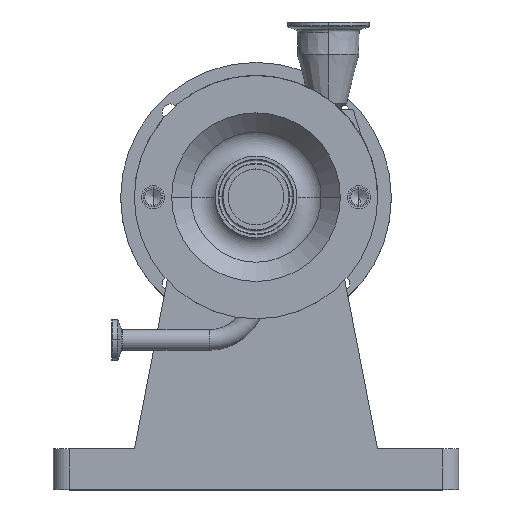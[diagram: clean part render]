
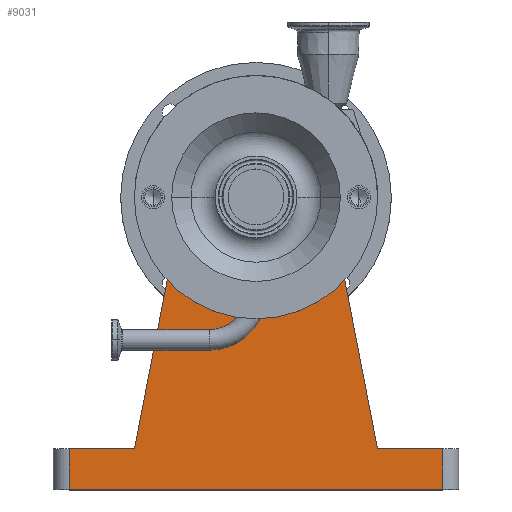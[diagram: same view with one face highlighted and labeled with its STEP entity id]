
A CAD part, top view. The second image highlights one B-rep face of the part: STEP entity #9031.
In plain terms, the highlighted planar face has unit normal (0, 0, 1).
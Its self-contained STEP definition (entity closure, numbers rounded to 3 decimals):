
#1196 = DIRECTION ( 'NONE',  ( 1., 0., 0. ) ) ;
#1197 = DIRECTION ( 'NONE',  ( 0., 0., -1. ) ) ;
#1198 = CARTESIAN_POINT ( 'NONE',  ( 0., 0., 125. ) ) ;
#1199 = AXIS2_PLACEMENT_3D ( 'NONE', #1198, #1197, #1196 ) ;
#1212 = CIRCLE ( 'NONE', #1199, 50. ) ;
#1214 = CARTESIAN_POINT ( 'NONE',  ( 47.697, -15., 125. ) ) ;
#1219 = CARTESIAN_POINT ( 'NONE',  ( -47.697, -15., 125. ) ) ;
#3636 = LINE ( 'NONE', #3685, #3682 ) ;
#3669 = DIRECTION ( 'NONE',  ( 1., 0., 0. ) ) ;
#3670 = VECTOR ( 'NONE', #3669, 1000. ) ;
#3673 = LINE ( 'NONE', #3684, #3670 ) ;
#3681 = DIRECTION ( 'NONE',  ( 1., 0., 0. ) ) ;
#3682 = VECTOR ( 'NONE', #3681, 1000. ) ;
#3684 = CARTESIAN_POINT ( 'NONE',  ( 125., -155., 125. ) ) ;
#3685 = CARTESIAN_POINT ( 'NONE',  ( 125., -155., 125. ) ) ;
#4625 = DIRECTION ( 'NONE',  ( 0., 1., 0. ) ) ;
#4626 = VECTOR ( 'NONE', #4625, 1000. ) ;
#4627 = CARTESIAN_POINT ( 'NONE',  ( 115., -155., 125. ) ) ;
#4628 = LINE ( 'NONE', #4627, #4626 ) ;
#4630 = CARTESIAN_POINT ( 'NONE',  ( 115., -155., 125. ) ) ;
#4631 = CARTESIAN_POINT ( 'NONE',  ( 115., -180., 125. ) ) ;
#4739 = CARTESIAN_POINT ( 'NONE',  ( -115., -155., 125. ) ) ;
#4755 = DIRECTION ( 'NONE',  ( 1., 0., 0. ) ) ;
#4756 = VECTOR ( 'NONE', #4755, 1000. ) ;
#4757 = CARTESIAN_POINT ( 'NONE',  ( 125., -180., 125. ) ) ;
#4758 = LINE ( 'NONE', #4757, #4756 ) ;
#4760 = CARTESIAN_POINT ( 'NONE',  ( -115., -155., 125. ) ) ;
#4762 = CARTESIAN_POINT ( 'NONE',  ( -115., -180., 125. ) ) ;
#4772 = CARTESIAN_POINT ( 'NONE',  ( 74.91, -155., 125. ) ) ;
#4790 = CARTESIAN_POINT ( 'NONE',  ( -74.91, -155., 125. ) ) ;
#4795 = DIRECTION ( 'NONE',  ( 0., -1., 0. ) ) ;
#4796 = VECTOR ( 'NONE', #4795, 1000. ) ;
#4800 = LINE ( 'NONE', #4739, #4796 ) ;
#5036 = VERTEX_POINT ( 'NONE', #1214 ) ;
#5046 = EDGE_CURVE ( 'NONE', #5036, #5068, #1212, .T. ) ;
#5068 = VERTEX_POINT ( 'NONE', #1219 ) ;
#7193 = LINE ( 'NONE', #7242, #7226 ) ;
#7208 = DIRECTION ( 'NONE',  ( -0.191, -0.982, 0. ) ) ;
#7209 = VECTOR ( 'NONE', #7208, 1000. ) ;
#7211 = CARTESIAN_POINT ( 'NONE',  ( -47.697, -15., 125. ) ) ;
#7212 = LINE ( 'NONE', #7211, #7209 ) ;
#7225 = DIRECTION ( 'NONE',  ( -0.191, 0.982, 0. ) ) ;
#7226 = VECTOR ( 'NONE', #7225, 1000. ) ;
#7242 = CARTESIAN_POINT ( 'NONE',  ( 74.91, -155., 125. ) ) ;
#7266 = PLANE ( 'NONE',  #7276 ) ;
#7276 = AXIS2_PLACEMENT_3D ( 'NONE', #7309, #7308, #7307 ) ;
#7278 = FACE_OUTER_BOUND ( 'NONE', #8965, .T. ) ;
#7307 = DIRECTION ( 'NONE',  ( -1., 0., 0. ) ) ;
#7308 = DIRECTION ( 'NONE',  ( 0., 0., -1. ) ) ;
#7309 = CARTESIAN_POINT ( 'NONE',  ( 125., -155., 125. ) ) ;
#8965 = EDGE_LOOP ( 'NONE', ( #9000, #8998, #9022, #9045, #9034, #9027, #9028, #9023 ) ) ;
#8987 = EDGE_CURVE ( 'NONE', #5068, #10353, #7212, .T. ) ;
#8998 = ORIENTED_EDGE ( 'NONE', *, *, #10329, .T. ) ;
#9000 = ORIENTED_EDGE ( 'NONE', *, *, #9670, .F. ) ;
#9013 = EDGE_CURVE ( 'NONE', #10368, #5036, #7193, .T. ) ;
#9022 = ORIENTED_EDGE ( 'NONE', *, *, #10292, .T. ) ;
#9023 = ORIENTED_EDGE ( 'NONE', *, *, #8987, .T. ) ;
#9027 = ORIENTED_EDGE ( 'NONE', *, *, #9013, .T. ) ;
#9028 = ORIENTED_EDGE ( 'NONE', *, *, #5046, .T. ) ;
#9031 = ADVANCED_FACE ( 'NONE', ( #7278 ), #7266, .F. ) ;
#9034 = ORIENTED_EDGE ( 'NONE', *, *, #9681, .F. ) ;
#9045 = ORIENTED_EDGE ( 'NONE', *, *, #10213, .T. ) ;
#9670 = EDGE_CURVE ( 'NONE', #10300, #10353, #3636, .T. ) ;
#9681 = EDGE_CURVE ( 'NONE', #10368, #10219, #3673, .T. ) ;
#10213 = EDGE_CURVE ( 'NONE', #10217, #10219, #4628, .T. ) ;
#10217 = VERTEX_POINT ( 'NONE', #4631 ) ;
#10219 = VERTEX_POINT ( 'NONE', #4630 ) ;
#10292 = EDGE_CURVE ( 'NONE', #10315, #10217, #4758, .T. ) ;
#10300 = VERTEX_POINT ( 'NONE', #4760 ) ;
#10315 = VERTEX_POINT ( 'NONE', #4762 ) ;
#10329 = EDGE_CURVE ( 'NONE', #10300, #10315, #4800, .T. ) ;
#10353 = VERTEX_POINT ( 'NONE', #4790 ) ;
#10368 = VERTEX_POINT ( 'NONE', #4772 ) ;
